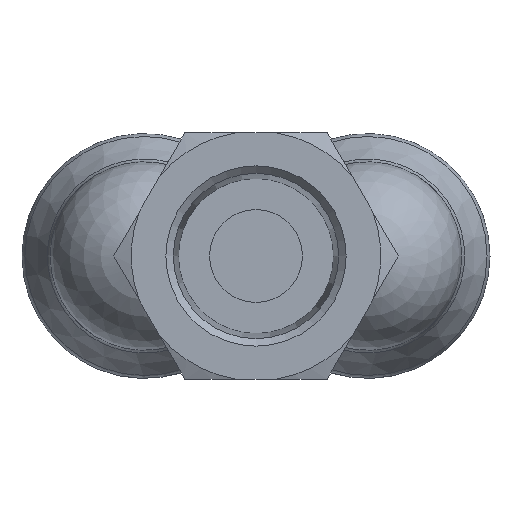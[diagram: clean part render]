
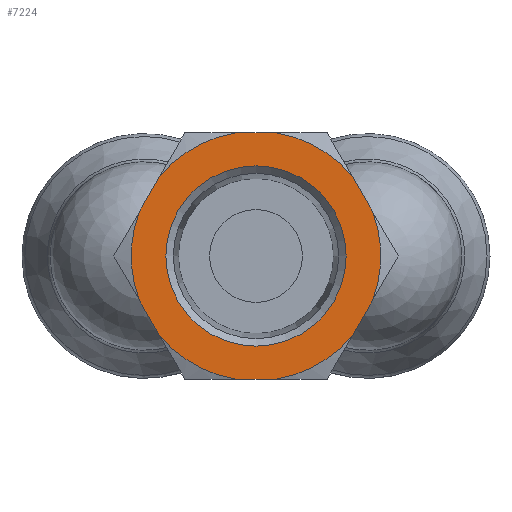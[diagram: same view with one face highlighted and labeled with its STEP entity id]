
A CAD part, front view. The second image highlights one B-rep face of the part: STEP entity #7224.
In plain terms, the highlighted face is planar.
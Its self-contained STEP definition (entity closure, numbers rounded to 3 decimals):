
#7080=CARTESIAN_POINT('',(-27.1,6.223,0.));
#7081=VERTEX_POINT('',#7080);
#7082=CARTESIAN_POINT('',(-27.1,0.,0.0));
#7083=DIRECTION('',(-1.0,0.0,0.0));
#7084=DIRECTION('',(0.0,-1.0,0.0));
#7085=AXIS2_PLACEMENT_3D('',#7082,#7083,#7084);
#7086=CIRCLE('',#7085,6.223);
#7087=EDGE_CURVE('',#7081,#7081,#7086,.T.);
#7112=CARTESIAN_POINT('',(-27.1,4.25,0.0));
#7113=DIRECTION('',(-1.0,0.0,0.0));
#7114=DIRECTION('',(0.0,0.0,1.0));
#7115=AXIS2_PLACEMENT_3D('',#7112,#7113,#7114);
#7116=PLANE('',#7115);
#7117=CARTESIAN_POINT('',(-27.1,8.063,3.035));
#7118=VERTEX_POINT('',#7117);
#7119=CARTESIAN_POINT('',(-27.1,8.063,-3.035));
#7120=VERTEX_POINT('',#7119);
#7121=CARTESIAN_POINT('',(-27.1,0.,0.0));
#7122=DIRECTION('',(-1.0,0.0,0.0));
#7123=DIRECTION('',(0.0,1.0,0.0));
#7124=AXIS2_PLACEMENT_3D('',#7121,#7122,#7123);
#7125=CIRCLE('',#7124,8.615);
#7126=EDGE_CURVE('',#7118,#7120,#7125,.T.);
#7127=ORIENTED_EDGE('',*,*,#7126,.T.);
#7128=CARTESIAN_POINT('',(-27.1,6.66,-5.465));
#7129=VERTEX_POINT('',#7128);
#7130=CARTESIAN_POINT('',(-27.1,6.66,-5.465));
#7131=DIRECTION('',(0.0,0.5,0.866));
#7132=VECTOR('',#7131,2.805);
#7133=LINE('',#7130,#7132);
#7134=EDGE_CURVE('',#7129,#7120,#7133,.T.);
#7135=ORIENTED_EDGE('',*,*,#7134,.F.);
#7136=CARTESIAN_POINT('',(-27.1,1.403,-8.5));
#7137=VERTEX_POINT('',#7136);
#7138=CARTESIAN_POINT('',(-27.1,0.,0.0));
#7139=DIRECTION('',(-1.0,0.0,0.0));
#7140=DIRECTION('',(0.0,1.0,0.0));
#7141=AXIS2_PLACEMENT_3D('',#7138,#7139,#7140);
#7142=CIRCLE('',#7141,8.615);
#7143=EDGE_CURVE('',#7129,#7137,#7142,.T.);
#7144=ORIENTED_EDGE('',*,*,#7143,.T.);
#7145=CARTESIAN_POINT('',(-27.1,-1.403,-8.5));
#7146=VERTEX_POINT('',#7145);
#7147=CARTESIAN_POINT('',(-27.1,-1.403,-8.5));
#7148=DIRECTION('',(0.0,1.0,0.0));
#7149=VECTOR('',#7148,2.805);
#7150=LINE('',#7147,#7149);
#7151=EDGE_CURVE('',#7146,#7137,#7150,.T.);
#7152=ORIENTED_EDGE('',*,*,#7151,.F.);
#7153=CARTESIAN_POINT('',(-27.1,-6.66,-5.465));
#7154=VERTEX_POINT('',#7153);
#7155=CARTESIAN_POINT('',(-27.1,0.,0.0));
#7156=DIRECTION('',(-1.0,0.0,0.0));
#7157=DIRECTION('',(0.0,1.0,0.0));
#7158=AXIS2_PLACEMENT_3D('',#7155,#7156,#7157);
#7159=CIRCLE('',#7158,8.615);
#7160=EDGE_CURVE('',#7146,#7154,#7159,.T.);
#7161=ORIENTED_EDGE('',*,*,#7160,.T.);
#7162=CARTESIAN_POINT('',(-27.1,-8.063,-3.035));
#7163=VERTEX_POINT('',#7162);
#7164=CARTESIAN_POINT('',(-27.1,-8.063,-3.035));
#7165=DIRECTION('',(0.0,0.5,-0.866));
#7166=VECTOR('',#7165,2.805);
#7167=LINE('',#7164,#7166);
#7168=EDGE_CURVE('',#7163,#7154,#7167,.T.);
#7169=ORIENTED_EDGE('',*,*,#7168,.F.);
#7170=CARTESIAN_POINT('',(-27.1,-8.063,3.035));
#7171=VERTEX_POINT('',#7170);
#7172=CARTESIAN_POINT('',(-27.1,0.,0.0));
#7173=DIRECTION('',(-1.0,0.0,0.0));
#7174=DIRECTION('',(0.0,1.0,0.0));
#7175=AXIS2_PLACEMENT_3D('',#7172,#7173,#7174);
#7176=CIRCLE('',#7175,8.615);
#7177=EDGE_CURVE('',#7163,#7171,#7176,.T.);
#7178=ORIENTED_EDGE('',*,*,#7177,.T.);
#7179=CARTESIAN_POINT('',(-27.1,-6.66,5.465));
#7180=VERTEX_POINT('',#7179);
#7181=CARTESIAN_POINT('',(-27.1,-6.66,5.465));
#7182=DIRECTION('',(0.0,-0.5,-0.866));
#7183=VECTOR('',#7182,2.805);
#7184=LINE('',#7181,#7183);
#7185=EDGE_CURVE('',#7180,#7171,#7184,.T.);
#7186=ORIENTED_EDGE('',*,*,#7185,.F.);
#7187=CARTESIAN_POINT('',(-27.1,-1.403,8.5));
#7188=VERTEX_POINT('',#7187);
#7189=CARTESIAN_POINT('',(-27.1,0.,0.0));
#7190=DIRECTION('',(-1.0,0.0,0.0));
#7191=DIRECTION('',(0.0,1.0,0.0));
#7192=AXIS2_PLACEMENT_3D('',#7189,#7190,#7191);
#7193=CIRCLE('',#7192,8.615);
#7194=EDGE_CURVE('',#7180,#7188,#7193,.T.);
#7195=ORIENTED_EDGE('',*,*,#7194,.T.);
#7196=CARTESIAN_POINT('',(-27.1,1.403,8.5));
#7197=VERTEX_POINT('',#7196);
#7198=CARTESIAN_POINT('',(-27.1,1.403,8.5));
#7199=DIRECTION('',(0.0,-1.0,0.0));
#7200=VECTOR('',#7199,2.805);
#7201=LINE('',#7198,#7200);
#7202=EDGE_CURVE('',#7197,#7188,#7201,.T.);
#7203=ORIENTED_EDGE('',*,*,#7202,.F.);
#7204=CARTESIAN_POINT('',(-27.1,6.66,5.465));
#7205=VERTEX_POINT('',#7204);
#7206=CARTESIAN_POINT('',(-27.1,0.,0.0));
#7207=DIRECTION('',(-1.0,0.0,0.0));
#7208=DIRECTION('',(0.0,1.0,0.0));
#7209=AXIS2_PLACEMENT_3D('',#7206,#7207,#7208);
#7210=CIRCLE('',#7209,8.615);
#7211=EDGE_CURVE('',#7197,#7205,#7210,.T.);
#7212=ORIENTED_EDGE('',*,*,#7211,.T.);
#7213=CARTESIAN_POINT('',(-27.1,8.063,3.035));
#7214=DIRECTION('',(0.0,-0.5,0.866));
#7215=VECTOR('',#7214,2.805);
#7216=LINE('',#7213,#7215);
#7217=EDGE_CURVE('',#7118,#7205,#7216,.T.);
#7218=ORIENTED_EDGE('',*,*,#7217,.F.);
#7219=EDGE_LOOP('',(#7127,#7135,#7144,#7152,#7161,#7169,#7178,#7186,#7195,#7203,#7212,#7218));
#7220=FACE_OUTER_BOUND('',#7219,.T.);
#7221=ORIENTED_EDGE('',*,*,#7087,.F.);
#7222=EDGE_LOOP('',(#7221));
#7223=FACE_BOUND('',#7222,.T.);
#7224=ADVANCED_FACE('',(#7220,#7223),#7116,.T.);
